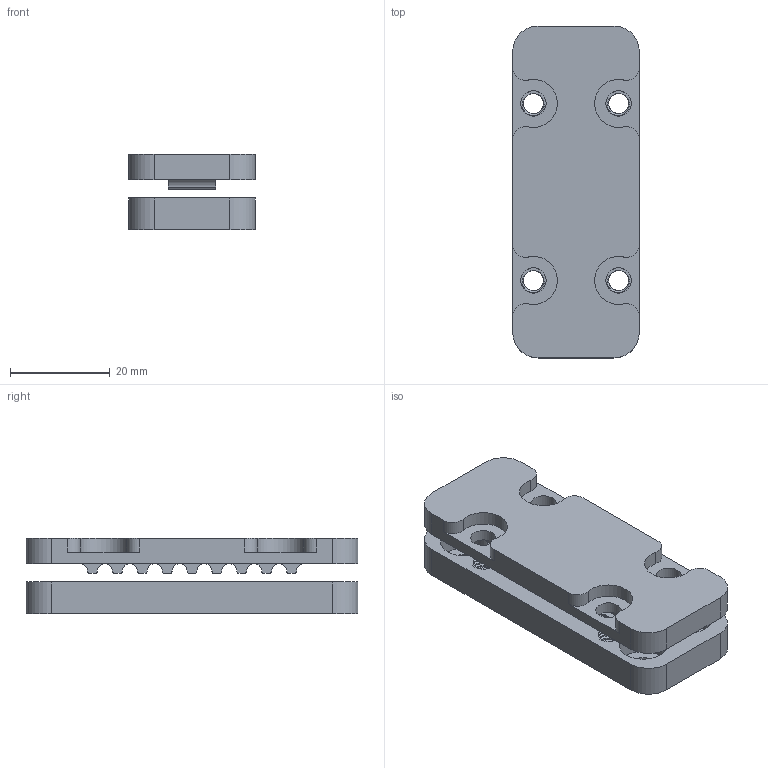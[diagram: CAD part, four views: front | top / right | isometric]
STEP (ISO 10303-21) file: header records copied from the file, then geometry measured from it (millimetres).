
FILE_DESCRIPTION(/* description */ (''),/* implementation_level */ '2;1');
FILE_NAME(/* name */ 'HTD 5M Belt Clamp.step',/* time_stamp */ '2026-01-08T14:41:27-08:00',/* author */ (''),/* organization */ (''),/* preprocessor_version */ 'ST-DEVELOPER v20.1',/* originating_system */ 'Autodesk Translation Framework v14.21.0.0',/* authorisation */ '');
FILE_SCHEMA (('AUTOMOTIVE_DESIGN { 1 0 10303 214 3 1 1 }'));
Length unit declared in the file: inch
Products named in the file (3): HTD 5M Belt Clamp; Base; Clamp
Assembly tree (2 placements, depth 2):
  HTD 5M Belt Clamp
    Base
    Clamp
Bounding box: 25.4 x 66.67 x 15.1 mm (x, y, z)
Volume: 16173.5 mm3; surface area: 10444.9 mm2
Topology: 2 solids, 2 shells, 267 faces, 758 edges, 500 vertices
Faces by surface type: cylinder 204, plane 47, bspline 16
Full cylindrical faces by diameter (mm): 4.064 x28, 4.826 x32, 5.105 x8, 9.525 x4
Entity records: 16957 total; most frequent: CARTESIAN_POINT 10378, ORIENTED_EDGE 1516, DIRECTION 1118, EDGE_CURVE 758, VERTEX_POINT 500, AXIS2_PLACEMENT_3D 424, B_SPLINE_CURVE_WITH_KNOTS 320, EDGE_LOOP 304
